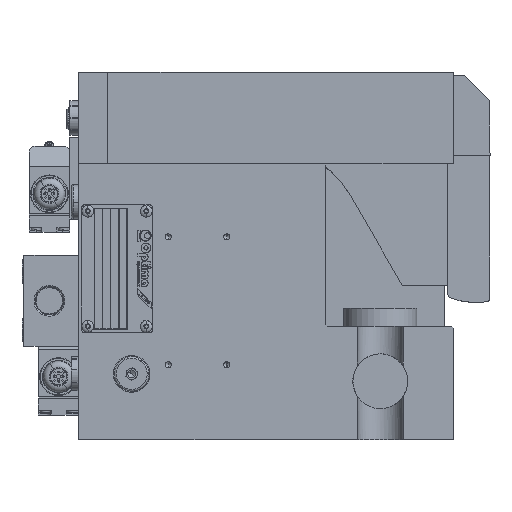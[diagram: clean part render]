
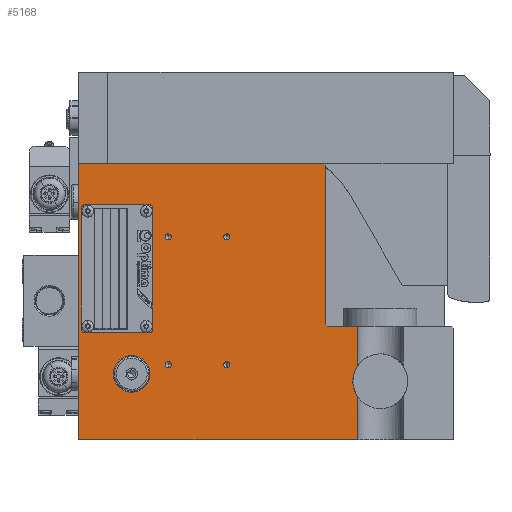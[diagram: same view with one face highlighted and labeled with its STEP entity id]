
A CAD part, front view. The second image highlights one B-rep face of the part: STEP entity #5168.
In plain terms, the highlighted planar face has unit normal (0, -1, 0).
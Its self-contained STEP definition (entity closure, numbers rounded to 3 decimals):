
#5168=ADVANCED_FACE('',(#11666,#11667,#11668,#11669,#11670,#11671),#11672,.F.);
#11666=FACE_OUTER_BOUND('',#20135,.T.);
#11667=FACE_BOUND('',#20136,.T.);
#11668=FACE_BOUND('',#20137,.T.);
#11669=FACE_BOUND('',#20138,.T.);
#11670=FACE_BOUND('',#20139,.T.);
#11671=FACE_BOUND('',#20140,.T.);
#11672=PLANE('',#20141);
#20135=EDGE_LOOP('',(#33880,#33881,#33882,#33883,#33884,#33885,#33886,#33887,#33888,#33889));
#20136=EDGE_LOOP('',(#33890,#33891));
#20137=EDGE_LOOP('',(#33892,#33893));
#20138=EDGE_LOOP('',(#33894,#33895));
#20139=EDGE_LOOP('',(#33896,#33897));
#20140=EDGE_LOOP('',(#33898,#33899));
#20141=AXIS2_PLACEMENT_3D('',#33900,#33901,#33902);
#33880=ORIENTED_EDGE('',*,*,#50411,.T.);
#33881=ORIENTED_EDGE('',*,*,#51014,.T.);
#33882=ORIENTED_EDGE('',*,*,#51015,.F.);
#33883=ORIENTED_EDGE('',*,*,#51016,.F.);
#33884=ORIENTED_EDGE('',*,*,#51017,.F.);
#33885=ORIENTED_EDGE('',*,*,#51018,.F.);
#33886=ORIENTED_EDGE('',*,*,#50933,.F.);
#33887=ORIENTED_EDGE('',*,*,#50824,.F.);
#33888=ORIENTED_EDGE('',*,*,#51019,.F.);
#33889=ORIENTED_EDGE('',*,*,#51020,.T.);
#33890=ORIENTED_EDGE('',*,*,#50462,.T.);
#33891=ORIENTED_EDGE('',*,*,#51021,.T.);
#33892=ORIENTED_EDGE('',*,*,#50532,.T.);
#33893=ORIENTED_EDGE('',*,*,#51009,.T.);
#33894=ORIENTED_EDGE('',*,*,#50545,.T.);
#33895=ORIENTED_EDGE('',*,*,#51001,.T.);
#33896=ORIENTED_EDGE('',*,*,#50558,.T.);
#33897=ORIENTED_EDGE('',*,*,#50993,.T.);
#33898=ORIENTED_EDGE('',*,*,#50571,.T.);
#33899=ORIENTED_EDGE('',*,*,#50985,.T.);
#33900=CARTESIAN_POINT('',(-71.41,-173.0,34.688));
#33901=DIRECTION('',(0.0,1.0,0.0));
#33902=DIRECTION('',(0.0,0.0,1.0));
#50411=EDGE_CURVE('',#60338,#60336,#60339,.T.);
#50462=EDGE_CURVE('',#60426,#60423,#60427,.T.);
#50532=EDGE_CURVE('',#60545,#60542,#60546,.T.);
#50545=EDGE_CURVE('',#60567,#60564,#60568,.T.);
#50558=EDGE_CURVE('',#60589,#60586,#60590,.T.);
#50571=EDGE_CURVE('',#60611,#60608,#60612,.T.);
#50824=EDGE_CURVE('',#61020,#61021,#61022,.T.);
#50933=EDGE_CURVE('',#61021,#61155,#61156,.T.);
#50985=EDGE_CURVE('',#60608,#60611,#61213,.T.);
#50993=EDGE_CURVE('',#60586,#60589,#61221,.T.);
#51001=EDGE_CURVE('',#60564,#60567,#61229,.T.);
#51009=EDGE_CURVE('',#60542,#60545,#61237,.T.);
#51014=EDGE_CURVE('',#60336,#61242,#61243,.T.);
#51015=EDGE_CURVE('',#61244,#61242,#61245,.T.);
#51016=EDGE_CURVE('',#61246,#61244,#61247,.T.);
#51017=EDGE_CURVE('',#61248,#61246,#61249,.T.);
#51018=EDGE_CURVE('',#61155,#61248,#61250,.T.);
#51019=EDGE_CURVE('',#61251,#61020,#61252,.T.);
#51020=EDGE_CURVE('',#61251,#60338,#61253,.T.);
#51021=EDGE_CURVE('',#60423,#60426,#61254,.T.);
#60336=VERTEX_POINT('',#75627);
#60338=VERTEX_POINT('',#75630);
#60339=CIRCLE('',#75631,15.0);
#60423=VERTEX_POINT('',#75779);
#60426=VERTEX_POINT('',#75783);
#60427=CIRCLE('',#75784,10.0);
#60542=VERTEX_POINT('',#75930);
#60545=VERTEX_POINT('',#75934);
#60546=CIRCLE('',#75935,1.62);
#60564=VERTEX_POINT('',#75958);
#60567=VERTEX_POINT('',#75962);
#60568=CIRCLE('',#75963,1.62);
#60586=VERTEX_POINT('',#75986);
#60589=VERTEX_POINT('',#75990);
#60590=CIRCLE('',#75991,1.62);
#60608=VERTEX_POINT('',#76014);
#60611=VERTEX_POINT('',#76018);
#60612=CIRCLE('',#76019,1.62);
#61020=VERTEX_POINT('',#76648);
#61021=VERTEX_POINT('',#76649);
#61022=LINE('',#76650,#76651);
#61155=VERTEX_POINT('',#76891);
#61156=LINE('',#76892,#76893);
#61213=CIRCLE('',#76958,1.62);
#61221=CIRCLE('',#76966,1.62);
#61229=CIRCLE('',#76974,1.62);
#61237=CIRCLE('',#76982,1.62);
#61242=VERTEX_POINT('',#76987);
#61243=LINE('',#76988,#76989);
#61244=VERTEX_POINT('',#76990);
#61245=LINE('',#76991,#76992);
#61246=VERTEX_POINT('',#76993);
#61247=LINE('',#76994,#76995);
#61248=VERTEX_POINT('',#76996);
#61249=LINE('',#76997,#76998);
#61250=LINE('',#76999,#77000);
#61251=VERTEX_POINT('',#77001);
#61252=LINE('',#77002,#77003);
#61253=LINE('',#77004,#77005);
#61254=CIRCLE('',#77006,10.0);
#75627=CARTESIAN_POINT('',(-12.5,-173.,8.292));
#75630=CARTESIAN_POINT('',(-12.5,-173.,-8.292));
#75631=AXIS2_PLACEMENT_3D('',#92674,#92675,#92676);
#75779=CARTESIAN_POINT('',(-136.0,-173.0,14.0));
#75783=CARTESIAN_POINT('',(-136.0,-173.0,-6.0));
#75784=AXIS2_PLACEMENT_3D('',#92745,#92746,#92747);
#75930=CARTESIAN_POINT('',(-116.0,-173.0,10.62));
#75934=CARTESIAN_POINT('',(-116.0,-173.0,7.38));
#75935=AXIS2_PLACEMENT_3D('',#92843,#92844,#92845);
#75958=CARTESIAN_POINT('',(-84.,-173.0,80.62));
#75962=CARTESIAN_POINT('',(-84.,-173.0,77.38));
#75963=AXIS2_PLACEMENT_3D('',#92861,#92862,#92863);
#75986=CARTESIAN_POINT('',(-84.,-173.0,10.62));
#75990=CARTESIAN_POINT('',(-84.,-173.0,7.38));
#75991=AXIS2_PLACEMENT_3D('',#92879,#92880,#92881);
#76014=CARTESIAN_POINT('',(-116.0,-173.0,80.62));
#76018=CARTESIAN_POINT('',(-116.0,-173.0,77.38));
#76019=AXIS2_PLACEMENT_3D('',#92897,#92898,#92899);
#76648=CARTESIAN_POINT('',(-165.0,-173.0,-32.0));
#76649=CARTESIAN_POINT('',(-165.0,-173.0,119.0));
#76650=CARTESIAN_POINT('',(-165.0,-173.0,119.0));
#76651=VECTOR('',#93295,1.0);
#76891=CARTESIAN_POINT('',(-31.,-173.0,119.0));
#76892=CARTESIAN_POINT('',(-31.,-173.0,119.0));
#76893=VECTOR('',#93429,1.0);
#76958=AXIS2_PLACEMENT_3D('',#93501,#93502,#93503);
#76966=AXIS2_PLACEMENT_3D('',#93513,#93514,#93515);
#76974=AXIS2_PLACEMENT_3D('',#93525,#93526,#93527);
#76982=AXIS2_PLACEMENT_3D('',#93537,#93538,#93539);
#76987=CARTESIAN_POINT('',(-12.5,-173.,30.0));
#76988=CARTESIAN_POINT('',(-12.5,-173.,1.344));
#76989=VECTOR('',#93543,1.0);
#76990=CARTESIAN_POINT('',(-29.,-173.0,30.0));
#76991=CARTESIAN_POINT('',(39.,-173.0,30.0));
#76992=VECTOR('',#93544,1.0);
#76993=CARTESIAN_POINT('',(-30.,-173.0,31.0));
#76994=CARTESIAN_POINT('',(-29.,-173.0,30.0));
#76995=VECTOR('',#93545,1.);
#76996=CARTESIAN_POINT('',(-30.,-173.0,118.0));
#76997=CARTESIAN_POINT('',(-30.,-173.0,31.0));
#76998=VECTOR('',#93546,1.0);
#76999=CARTESIAN_POINT('',(-30.,-173.0,118.0));
#77000=VECTOR('',#93547,1.);
#77001=CARTESIAN_POINT('',(-12.5,-173.,-32.0));
#77002=CARTESIAN_POINT('',(-165.0,-173.0,-32.0));
#77003=VECTOR('',#93548,1.0);
#77004=CARTESIAN_POINT('',(-12.5,-173.,1.344));
#77005=VECTOR('',#93549,1.0);
#77006=AXIS2_PLACEMENT_3D('',#93550,#93551,#93552);
#92674=CARTESIAN_POINT('',(0.,-173.0,0.0));
#92675=DIRECTION('',(-0.0,1.0,0.0));
#92676=DIRECTION('',(0.,0.0,1.0));
#92745=CARTESIAN_POINT('',(-136.0,-173.0,4.0));
#92746=DIRECTION('',(-0.0,1.0,0.0));
#92747=DIRECTION('',(0.,0.0,1.0));
#92843=CARTESIAN_POINT('',(-116.0,-173.0,9.0));
#92844=DIRECTION('',(-0.0,1.0,0.0));
#92845=DIRECTION('',(0.,0.0,1.0));
#92861=CARTESIAN_POINT('',(-84.,-173.0,79.0));
#92862=DIRECTION('',(-0.0,1.0,0.0));
#92863=DIRECTION('',(0.,0.0,1.0));
#92879=CARTESIAN_POINT('',(-84.,-173.0,9.));
#92880=DIRECTION('',(-0.0,1.0,0.0));
#92881=DIRECTION('',(0.,0.0,1.0));
#92897=CARTESIAN_POINT('',(-116.0,-173.0,79.0));
#92898=DIRECTION('',(-0.0,1.0,0.0));
#92899=DIRECTION('',(0.,0.0,1.0));
#93295=DIRECTION('',(0.0,0.0,1.0));
#93429=DIRECTION('',(1.0,0.0,0.0));
#93501=CARTESIAN_POINT('',(-116.0,-173.0,79.0));
#93502=DIRECTION('',(-0.0,1.0,0.0));
#93503=DIRECTION('',(0.,0.0,1.0));
#93513=CARTESIAN_POINT('',(-84.,-173.0,9.));
#93514=DIRECTION('',(-0.0,1.0,0.0));
#93515=DIRECTION('',(0.,0.0,1.0));
#93525=CARTESIAN_POINT('',(-84.,-173.0,79.0));
#93526=DIRECTION('',(-0.0,1.0,0.0));
#93527=DIRECTION('',(0.,0.0,1.0));
#93537=CARTESIAN_POINT('',(-116.0,-173.0,9.0));
#93538=DIRECTION('',(-0.0,1.0,0.0));
#93539=DIRECTION('',(0.,0.0,1.0));
#93543=DIRECTION('',(0.0,0.0,1.0));
#93544=DIRECTION('',(1.0,0.0,0.0));
#93545=DIRECTION('',(0.707,0.0,-0.707));
#93546=DIRECTION('',(-0.0,-0.0,-1.0));
#93547=DIRECTION('',(0.707,0.0,-0.707));
#93548=DIRECTION('',(-1.0,-0.0,-0.0));
#93549=DIRECTION('',(0.0,0.0,1.0));
#93550=CARTESIAN_POINT('',(-136.0,-173.0,4.0));
#93551=DIRECTION('',(-0.0,1.0,0.0));
#93552=DIRECTION('',(0.,0.0,1.0));
